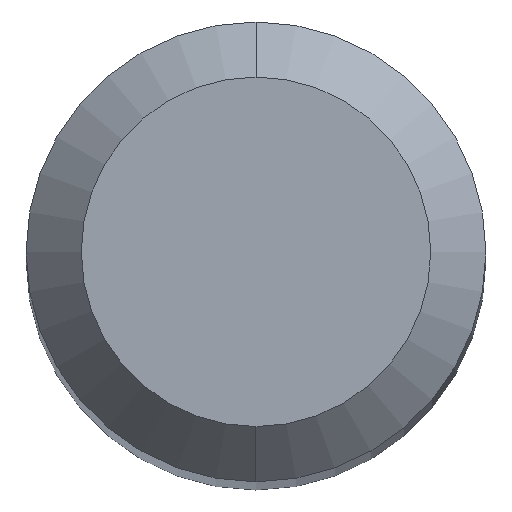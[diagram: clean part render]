
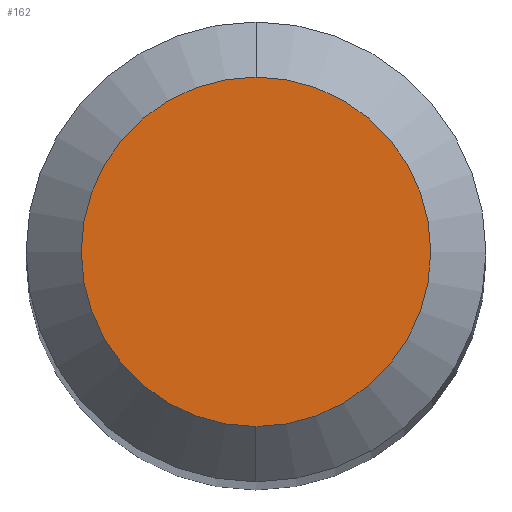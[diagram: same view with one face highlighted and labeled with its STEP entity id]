
A CAD part, top view. The second image highlights one B-rep face of the part: STEP entity #162.
In plain terms, the highlighted planar face has unit normal (0, 0, 1).
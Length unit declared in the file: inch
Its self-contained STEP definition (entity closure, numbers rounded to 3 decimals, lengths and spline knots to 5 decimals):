
#38 = CARTESIAN_POINT ( 'NONE',  ( 0., 0.0475, 0. ) ) ;
#39 = DIRECTION ( 'NONE',  ( 0., 0., 1. ) ) ;
#52 = CARTESIAN_POINT ( 'NONE',  ( 0., 0.0475, 0. ) ) ;
#86 = CIRCLE ( 'NONE', #300, 0.0475 ) ;
#108 = EDGE_CURVE ( 'NONE', #310, #508, #86, .T. ) ;
#122 = DIRECTION ( 'NONE',  ( 0., 0., -1. ) ) ;
#127 = DIRECTION ( 'NONE',  ( 0., -1., 0. ) ) ;
#134 = AXIS2_PLACEMENT_3D ( 'NONE', #168, #39, #399 ) ;
#162 = ADVANCED_FACE ( 'NONE', ( #272 ), #315, .F. ) ;
#168 = CARTESIAN_POINT ( 'NONE',  ( 0., 0., 0. ) ) ;
#220 = EDGE_CURVE ( 'NONE', #508, #310, #476, .T. ) ;
#237 = DIRECTION ( 'NONE',  ( 0., 1., 0. ) ) ;
#272 = FACE_OUTER_BOUND ( 'NONE', #341, .T. ) ;
#300 = AXIS2_PLACEMENT_3D ( 'NONE', #356, #475, #127 ) ;
#310 = VERTEX_POINT ( 'NONE', #38 ) ;
#315 = PLANE ( 'NONE',  #358 ) ;
#341 = EDGE_LOOP ( 'NONE', ( #470, #452 ) ) ;
#356 = CARTESIAN_POINT ( 'NONE',  ( 0., 0., 0. ) ) ;
#358 = AXIS2_PLACEMENT_3D ( 'NONE', #52, #122, #237 ) ;
#382 = CARTESIAN_POINT ( 'NONE',  ( 0., -0.0475, 0. ) ) ;
#399 = DIRECTION ( 'NONE',  ( 0., -1., 0. ) ) ;
#452 = ORIENTED_EDGE ( 'NONE', *, *, #220, .T. ) ;
#470 = ORIENTED_EDGE ( 'NONE', *, *, #108, .T. ) ;
#475 = DIRECTION ( 'NONE',  ( 0., 0., 1. ) ) ;
#476 = CIRCLE ( 'NONE', #134, 0.0475 ) ;
#508 = VERTEX_POINT ( 'NONE', #382 ) ;
